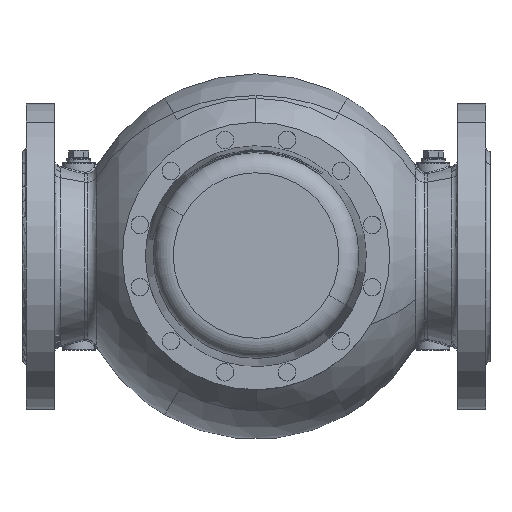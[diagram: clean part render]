
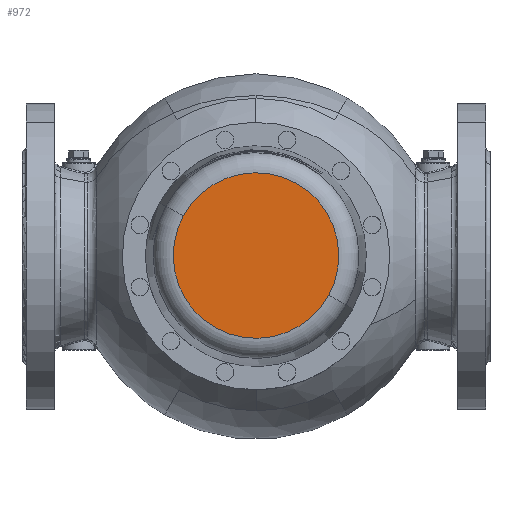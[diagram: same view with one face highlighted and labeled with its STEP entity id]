
A CAD part, top view. The second image highlights one B-rep face of the part: STEP entity #972.
In plain terms, the highlighted planar face has unit normal (0, 0, 1).
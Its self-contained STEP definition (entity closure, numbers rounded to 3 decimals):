
#950=DIRECTION('Axis2P3D Direction',(0.,0.,-1.)) ;
#951=DIRECTION('Axis2P3D XDirection',(0.,1.,0.)) ;
#955=DIRECTION('Axis2P3D Direction',(0.,0.,-1.)) ;
#964=DIRECTION('Axis2P3D Direction',(0.,0.,-1.)) ;
#949=CARTESIAN_POINT('Axis2P3D Location',(-61.917,0.,404.)) ;
#954=CARTESIAN_POINT('Axis2P3D Location',(0.,0.,404.)) ;
#958=CARTESIAN_POINT('Vertex',(-54.338,29.685,404.)) ;
#960=CARTESIAN_POINT('Vertex',(54.338,-29.685,404.)) ;
#963=CARTESIAN_POINT('Axis2P3D Location',(0.,0.,404.)) ;
#952=AXIS2_PLACEMENT_3D('Plane Axis2P3D',#949,#950,#951) ;
#956=AXIS2_PLACEMENT_3D('Circle Axis2P3D',#954,#955,$) ;
#965=AXIS2_PLACEMENT_3D('Circle Axis2P3D',#963,#964,$) ;
#962=EDGE_CURVE('',#959,#961,#957,.T.) ;
#967=EDGE_CURVE('',#961,#959,#966,.T.) ;
#953=PLANE('Plane',#952) ;
#969=ORIENTED_EDGE('',*,*,#962,.F.) ;
#970=ORIENTED_EDGE('',*,*,#967,.F.) ;
#972=ADVANCED_FACE('Hauptk\X2\00F6\X0\rper',(#971),#953,.F.) ;
#957=CIRCLE('generated circle',#956,61.917) ;
#966=CIRCLE('generated circle',#965,61.917) ;
#959=VERTEX_POINT('',#958) ;
#961=VERTEX_POINT('',#960) ;
#968=EDGE_LOOP('',(#969,#970)) ;
#971=FACE_OUTER_BOUND('',#968,.T.) ;
